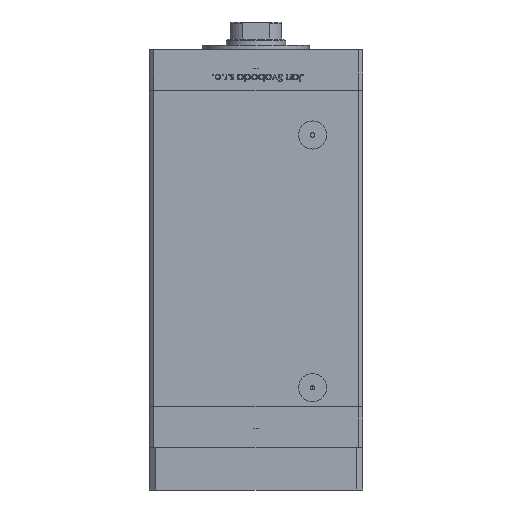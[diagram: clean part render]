
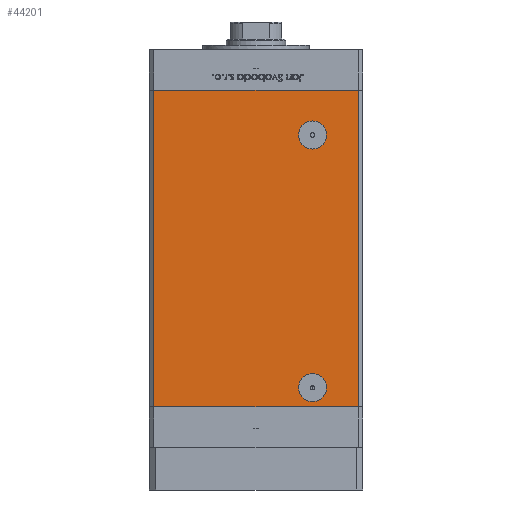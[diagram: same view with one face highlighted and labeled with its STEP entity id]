
A CAD part, front view. The second image highlights one B-rep face of the part: STEP entity #44201.
In plain terms, the highlighted planar face has unit normal (0, -1, 0).
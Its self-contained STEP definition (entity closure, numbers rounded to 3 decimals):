
#916 = DIRECTION ( 'NONE',  ( 0., 1., 0. ) ) ;
#1628 = ORIENTED_EDGE ( 'NONE', *, *, #8839, .F. ) ;
#3936 = VERTEX_POINT ( 'NONE', #13756 ) ;
#4351 = EDGE_CURVE ( 'NONE', #46296, #48524, #5236, .T. ) ;
#5056 = LINE ( 'NONE', #42255, #30764 ) ;
#5236 = CIRCLE ( 'NONE', #35590, 6.58 ) ;
#5390 = AXIS2_PLACEMENT_3D ( 'NONE', #7352, #23925, #15764 ) ;
#5687 = ORIENTED_EDGE ( 'NONE', *, *, #31012, .F. ) ;
#5806 = VECTOR ( 'NONE', #36260, 1000. ) ;
#6417 = DIRECTION ( 'NONE',  ( 0., 0., -1. ) ) ;
#7159 = DIRECTION ( 'NONE',  ( 0., 1., 0. ) ) ;
#7352 = CARTESIAN_POINT ( 'NONE',  ( 26.5, -43.5, 9. ) ) ;
#7364 = VERTEX_POINT ( 'NONE', #13714 ) ;
#8031 = CARTESIAN_POINT ( 'NONE',  ( 48., -43.5, 0. ) ) ;
#8649 = DIRECTION ( 'NONE',  ( 0., 0., -1. ) ) ;
#8675 = CARTESIAN_POINT ( 'NONE',  ( 26.5, -43.5, 120.92 ) ) ;
#8839 = EDGE_CURVE ( 'NONE', #48371, #7364, #34884, .T. ) ;
#8869 = CIRCLE ( 'NONE', #14952, 6.58 ) ;
#9055 = FACE_OUTER_BOUND ( 'NONE', #13739, .T. ) ;
#9283 = DIRECTION ( 'NONE',  ( 1., 0., 0. ) ) ;
#13714 = CARTESIAN_POINT ( 'NONE',  ( 26.5, -43.5, 15.58 ) ) ;
#13739 = EDGE_LOOP ( 'NONE', ( #48493, #38658, #41375, #41472 ) ) ;
#13756 = CARTESIAN_POINT ( 'NONE',  ( -48., -43.5, 0. ) ) ;
#14109 = VERTEX_POINT ( 'NONE', #8031 ) ;
#14315 = VERTEX_POINT ( 'NONE', #36229 ) ;
#14911 = DIRECTION ( 'NONE',  ( 0., 1., 0. ) ) ;
#14942 = VECTOR ( 'NONE', #9283, 1000. ) ;
#14952 = AXIS2_PLACEMENT_3D ( 'NONE', #24153, #14911, #44778 ) ;
#14962 = EDGE_CURVE ( 'NONE', #48524, #46296, #8869, .T. ) ;
#15573 = CARTESIAN_POINT ( 'NONE',  ( 26.5, -43.5, 2.42 ) ) ;
#15764 = DIRECTION ( 'NONE',  ( 0., 0., -1. ) ) ;
#15889 = VECTOR ( 'NONE', #6417, 1000. ) ;
#17069 = CARTESIAN_POINT ( 'NONE',  ( 26.5, -43.5, 9. ) ) ;
#20180 = DIRECTION ( 'NONE',  ( 0., 0., -1. ) ) ;
#21279 = FACE_BOUND ( 'NONE', #38271, .T. ) ;
#21336 = EDGE_CURVE ( 'NONE', #14315, #14109, #5056, .T. ) ;
#22094 = PLANE ( 'NONE',  #39530 ) ;
#23925 = DIRECTION ( 'NONE',  ( 0., -1., 0. ) ) ;
#24153 = CARTESIAN_POINT ( 'NONE',  ( 26.5, -43.5, 127.5 ) ) ;
#25437 = DIRECTION ( 'NONE',  ( 0., 0., -1. ) ) ;
#25634 = DIRECTION ( 'NONE',  ( 0., 0., 1. ) ) ;
#29284 = DIRECTION ( 'NONE',  ( 0., -1., 0. ) ) ;
#29671 = CIRCLE ( 'NONE', #52245, 6.58 ) ;
#30002 = VERTEX_POINT ( 'NONE', #32018 ) ;
#30182 = LINE ( 'NONE', #37516, #14942 ) ;
#30309 = CARTESIAN_POINT ( 'NONE',  ( -48., -43.5, 148.5 ) ) ;
#30764 = VECTOR ( 'NONE', #25437, 1000. ) ;
#31012 = EDGE_CURVE ( 'NONE', #7364, #48371, #29671, .T. ) ;
#31258 = CARTESIAN_POINT ( 'NONE',  ( 26.5, -43.5, 134.08 ) ) ;
#32018 = CARTESIAN_POINT ( 'NONE',  ( -48., -43.5, 148.5 ) ) ;
#32175 = CARTESIAN_POINT ( 'NONE',  ( -48., -43.5, 148.5 ) ) ;
#32655 = EDGE_LOOP ( 'NONE', ( #1628, #5687 ) ) ;
#33484 = CARTESIAN_POINT ( 'NONE',  ( -48., -43.5, 148.5 ) ) ;
#34322 = EDGE_CURVE ( 'NONE', #3936, #14109, #30182, .T. ) ;
#34383 = LINE ( 'NONE', #30309, #15889 ) ;
#34575 = ORIENTED_EDGE ( 'NONE', *, *, #14962, .T. ) ;
#34884 = CIRCLE ( 'NONE', #5390, 6.58 ) ;
#35590 = AXIS2_PLACEMENT_3D ( 'NONE', #48696, #7159, #20180 ) ;
#36229 = CARTESIAN_POINT ( 'NONE',  ( 48., -43.5, 148.5 ) ) ;
#36260 = DIRECTION ( 'NONE',  ( 1., 0., 0. ) ) ;
#36678 = EDGE_CURVE ( 'NONE', #30002, #3936, #34383, .T. ) ;
#37516 = CARTESIAN_POINT ( 'NONE',  ( -48., -43.5, 0. ) ) ;
#38271 = EDGE_LOOP ( 'NONE', ( #42924, #34575 ) ) ;
#38658 = ORIENTED_EDGE ( 'NONE', *, *, #21336, .F. ) ;
#39530 = AXIS2_PLACEMENT_3D ( 'NONE', #33484, #916, #25634 ) ;
#40329 = LINE ( 'NONE', #32175, #5806 ) ;
#41375 = ORIENTED_EDGE ( 'NONE', *, *, #51071, .F. ) ;
#41472 = ORIENTED_EDGE ( 'NONE', *, *, #36678, .T. ) ;
#42255 = CARTESIAN_POINT ( 'NONE',  ( 48., -43.5, 148.5 ) ) ;
#42924 = ORIENTED_EDGE ( 'NONE', *, *, #4351, .T. ) ;
#44201 = ADVANCED_FACE ( 'NONE', ( #51131, #9055, #21279 ), #22094, .F. ) ;
#44778 = DIRECTION ( 'NONE',  ( 0., 0., -1. ) ) ;
#46296 = VERTEX_POINT ( 'NONE', #8675 ) ;
#48371 = VERTEX_POINT ( 'NONE', #15573 ) ;
#48493 = ORIENTED_EDGE ( 'NONE', *, *, #34322, .T. ) ;
#48524 = VERTEX_POINT ( 'NONE', #31258 ) ;
#48696 = CARTESIAN_POINT ( 'NONE',  ( 26.5, -43.5, 127.5 ) ) ;
#51071 = EDGE_CURVE ( 'NONE', #30002, #14315, #40329, .T. ) ;
#51131 = FACE_BOUND ( 'NONE', #32655, .T. ) ;
#52245 = AXIS2_PLACEMENT_3D ( 'NONE', #17069, #29284, #8649 ) ;
